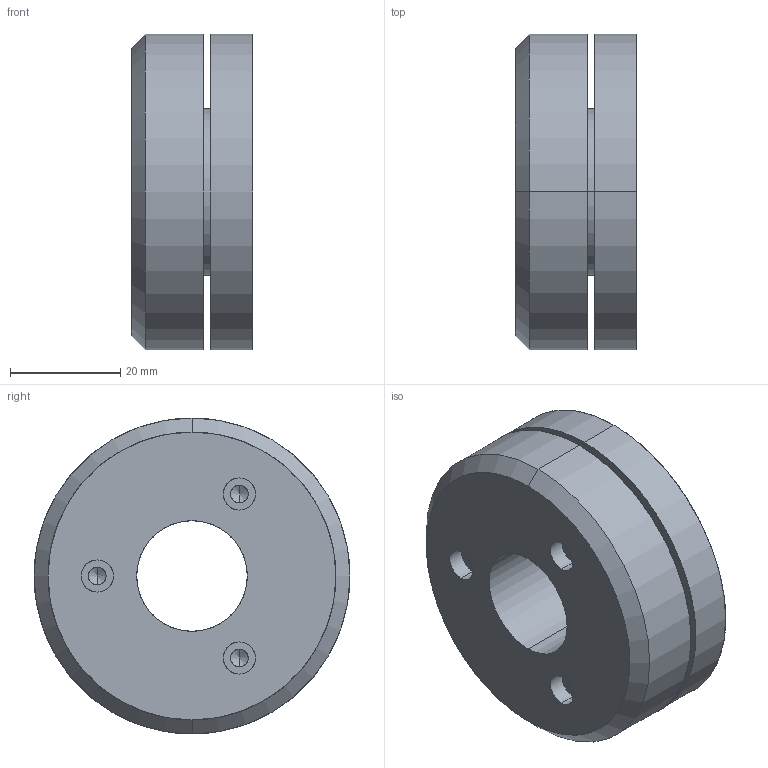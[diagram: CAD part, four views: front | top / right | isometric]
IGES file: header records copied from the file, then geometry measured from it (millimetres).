
Start section: SolidWorks IGES file using analytic representation for surfaces
Global section: file name: c20tb2.IGS; native system: SolidWorks 2014; preprocessor: SolidWorks 2014; author: Mena; date: 141120.101733; units: millimetre
Bounding box: 22 x 57.2 x 57.2 mm (x, y, z)
Surface area: 13409.5 mm2 (no closed solid volume)
Topology: 0 solids, 0 shells, 35 faces, 848 edges, 842 vertices
Faces by surface type: revolution 28, bspline 7
